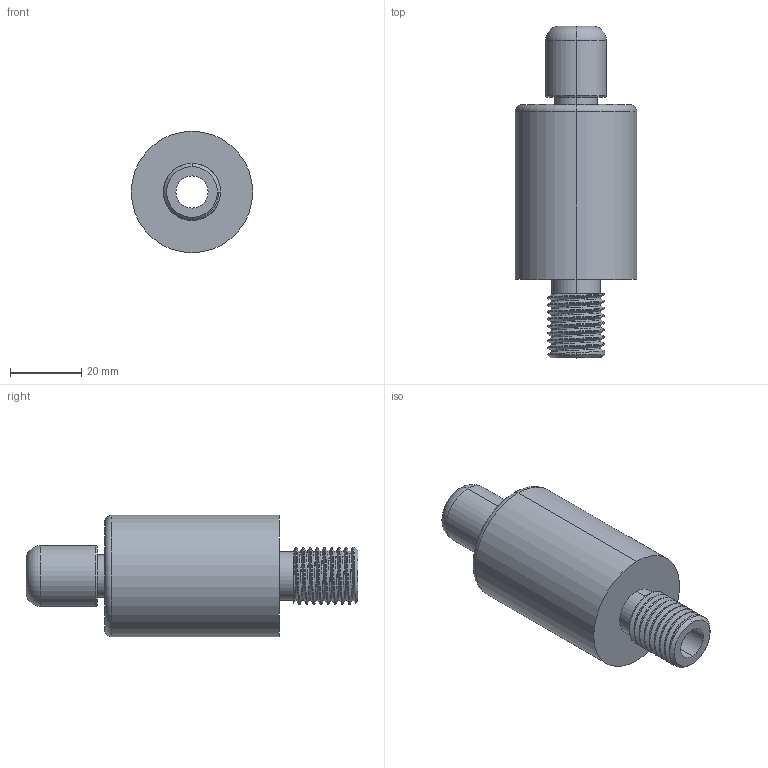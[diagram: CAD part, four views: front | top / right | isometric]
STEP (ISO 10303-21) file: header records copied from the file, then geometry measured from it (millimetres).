
FILE_DESCRIPTION (( 'STEP AP214' ), '1' );
FILE_NAME ('T37660.step', '2023-06-08T07:34:17', ( '' ), ( '' ), 'SwSTEP 2.0', 'SolidWorks 2022', '' );
FILE_SCHEMA (( 'AUTOMOTIVE_DESIGN' ));
Length unit declared in the file: millimetre
Products named in the file (1): T37660
Bounding box: 34 x 93 x 34 mm (x, y, z)
Volume: 46762.4 mm3; surface area: 12285.3 mm2
Topology: 1 solids, 1 shells, 45 faces, 111 edges, 71 vertices
Faces by surface type: cylinder 28, torus 6, plane 6, bspline 3, cone 2
Entity records: 3177 total; most frequent: CARTESIAN_POINT 2172, ORIENTED_EDGE 222, DIRECTION 190, EDGE_CURVE 111, AXIS2_PLACEMENT_3D 78, VERTEX_POINT 71, EDGE_LOOP 50, ADVANCED_FACE 45
